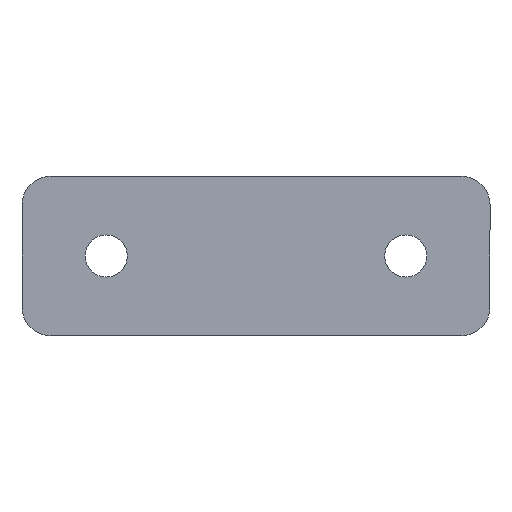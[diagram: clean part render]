
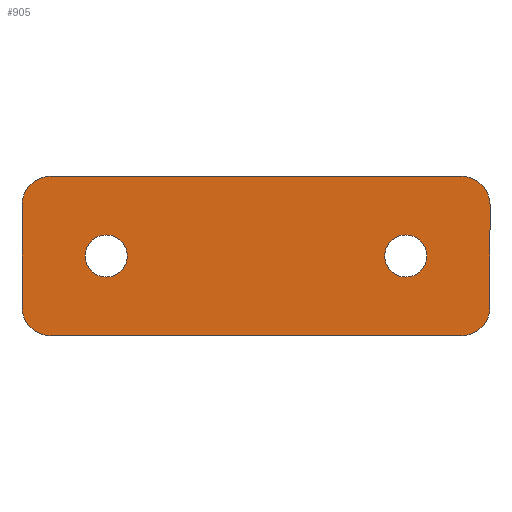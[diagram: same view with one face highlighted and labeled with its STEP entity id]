
A CAD part, front view. The second image highlights one B-rep face of the part: STEP entity #905.
In plain terms, the highlighted planar face has unit normal (0, -1, 0).
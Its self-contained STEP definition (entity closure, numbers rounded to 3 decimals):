
#39 = DIRECTION ( 'NONE',  ( 0., 0., 1. ) ) ;
#41 = DIRECTION ( 'NONE',  ( 0., 1., 0. ) ) ;
#49 = VERTEX_POINT ( 'NONE', #518 ) ;
#51 = CARTESIAN_POINT ( 'NONE',  ( -16., 0., 0. ) ) ;
#58 = DIRECTION ( 'NONE',  ( 0., 0., 1. ) ) ;
#59 = DIRECTION ( 'NONE',  ( 0., 1., 0. ) ) ;
#60 = AXIS2_PLACEMENT_3D ( 'NONE', #1171, #1160, #1157 ) ;
#63 = AXIS2_PLACEMENT_3D ( 'NONE', #1071, #1188, #1185 ) ;
#67 = CARTESIAN_POINT ( 'NONE',  ( -16., 0., 0. ) ) ;
#70 = AXIS2_PLACEMENT_3D ( 'NONE', #378, #1205, #1222 ) ;
#71 = AXIS2_PLACEMENT_3D ( 'NONE', #1225, #1221, #1210 ) ;
#82 = CIRCLE ( 'NONE', #60, 3. ) ;
#83 = DIRECTION ( 'NONE',  ( 0., 1., 0. ) ) ;
#86 = DIRECTION ( 'NONE',  ( 0., 0., 1. ) ) ;
#87 = VERTEX_POINT ( 'NONE', #573 ) ;
#97 = CARTESIAN_POINT ( 'NONE',  ( 16., 0., 0. ) ) ;
#137 = AXIS2_PLACEMENT_3D ( 'NONE', #51, #41, #39 ) ;
#143 = AXIS2_PLACEMENT_3D ( 'NONE', #67, #59, #58 ) ;
#148 = EDGE_LOOP ( 'NONE', ( #1208, #865, #1259, #438, #670, #297, #1089, #891 ) ) ;
#154 = AXIS2_PLACEMENT_3D ( 'NONE', #97, #83, #86 ) ;
#178 = LINE ( 'NONE', #1202, #621 ) ;
#190 = CIRCLE ( 'NONE', #137, 2.25 ) ;
#191 = LINE ( 'NONE', #1246, #1253 ) ;
#208 = CIRCLE ( 'NONE', #63, 3. ) ;
#241 = ORIENTED_EDGE ( 'NONE', *, *, #489, .T. ) ;
#259 = AXIS2_PLACEMENT_3D ( 'NONE', #335, #338, #321 ) ;
#297 = ORIENTED_EDGE ( 'NONE', *, *, #596, .T. ) ;
#306 = EDGE_CURVE ( 'NONE', #87, #807, #810, .T. ) ;
#313 = VERTEX_POINT ( 'NONE', #330 ) ;
#314 = FACE_BOUND ( 'NONE', #1109, .T. ) ;
#321 = DIRECTION ( 'NONE',  ( 0., 0., 1. ) ) ;
#330 = CARTESIAN_POINT ( 'NONE',  ( -22., 0., 8.5 ) ) ;
#335 = CARTESIAN_POINT ( 'NONE',  ( 16., 0., 0. ) ) ;
#338 = DIRECTION ( 'NONE',  ( 0., 1., 0. ) ) ;
#377 = CIRCLE ( 'NONE', #143, 2.25 ) ;
#378 = CARTESIAN_POINT ( 'NONE',  ( -22., 0., -5.5 ) ) ;
#438 = ORIENTED_EDGE ( 'NONE', *, *, #583, .T. ) ;
#473 = VECTOR ( 'NONE', #1200, 1000. ) ;
#476 = EDGE_CURVE ( 'NONE', #807, #87, #1060, .T. ) ;
#489 = EDGE_CURVE ( 'NONE', #1313, #695, #377, .T. ) ;
#496 = EDGE_CURVE ( 'NONE', #695, #1313, #190, .T. ) ;
#518 = CARTESIAN_POINT ( 'NONE',  ( 25., 0., 5.5 ) ) ;
#566 = VERTEX_POINT ( 'NONE', #1275 ) ;
#567 = EDGE_CURVE ( 'NONE', #313, #1239, #191, .T. ) ;
#573 = CARTESIAN_POINT ( 'NONE',  ( 16., 0., -2.25 ) ) ;
#576 = EDGE_CURVE ( 'NONE', #313, #957, #616, .T. ) ;
#578 = EDGE_CURVE ( 'NONE', #1111, #957, #1013, .T. ) ;
#583 = EDGE_CURVE ( 'NONE', #1111, #961, #1273, .T. ) ;
#594 = EDGE_CURVE ( 'NONE', #566, #961, #602, .T. ) ;
#596 = EDGE_CURVE ( 'NONE', #566, #1248, #208, .T. ) ;
#600 = EDGE_CURVE ( 'NONE', #49, #1248, #178, .T. ) ;
#602 = LINE ( 'NONE', #1213, #473 ) ;
#603 = EDGE_CURVE ( 'NONE', #49, #1239, #82, .T. ) ;
#616 = CIRCLE ( 'NONE', #71, 3. ) ;
#621 = VECTOR ( 'NONE', #1198, 1000. ) ;
#638 = ORIENTED_EDGE ( 'NONE', *, *, #476, .T. ) ;
#665 = CARTESIAN_POINT ( 'NONE',  ( -16., 0., 2.25 ) ) ;
#670 = ORIENTED_EDGE ( 'NONE', *, *, #594, .F. ) ;
#686 = FACE_OUTER_BOUND ( 'NONE', #148, .T. ) ;
#695 = VERTEX_POINT ( 'NONE', #1042 ) ;
#699 = CARTESIAN_POINT ( 'NONE',  ( 25., 0., -5.5 ) ) ;
#707 = CARTESIAN_POINT ( 'NONE',  ( 22., 0., 8.5 ) ) ;
#726 = FACE_BOUND ( 'NONE', #1215, .T. ) ;
#733 = CARTESIAN_POINT ( 'NONE',  ( -25., 0., -5.5 ) ) ;
#754 = ORIENTED_EDGE ( 'NONE', *, *, #306, .T. ) ;
#785 = CARTESIAN_POINT ( 'NONE',  ( -22., 0., -8.5 ) ) ;
#806 = CARTESIAN_POINT ( 'NONE',  ( -25., 0., 5.5 ) ) ;
#807 = VERTEX_POINT ( 'NONE', #899 ) ;
#810 = CIRCLE ( 'NONE', #259, 2.25 ) ;
#833 = DIRECTION ( 'NONE',  ( 0., 0., 1. ) ) ;
#842 = DIRECTION ( 'NONE',  ( 0., 1., 0. ) ) ;
#849 = PLANE ( 'NONE',  #1266 ) ;
#854 = CARTESIAN_POINT ( 'NONE',  ( 0., 0., 0. ) ) ;
#865 = ORIENTED_EDGE ( 'NONE', *, *, #576, .T. ) ;
#891 = ORIENTED_EDGE ( 'NONE', *, *, #603, .T. ) ;
#899 = CARTESIAN_POINT ( 'NONE',  ( 16., 0., 2.25 ) ) ;
#905 = ADVANCED_FACE ( 'NONE', ( #314, #686, #726 ), #849, .F. ) ;
#957 = VERTEX_POINT ( 'NONE', #806 ) ;
#961 = VERTEX_POINT ( 'NONE', #785 ) ;
#1013 = LINE ( 'NONE', #1229, #1244 ) ;
#1042 = CARTESIAN_POINT ( 'NONE',  ( -16., 0., -2.25 ) ) ;
#1060 = CIRCLE ( 'NONE', #154, 2.25 ) ;
#1071 = CARTESIAN_POINT ( 'NONE',  ( 22., 0., -5.5 ) ) ;
#1089 = ORIENTED_EDGE ( 'NONE', *, *, #600, .F. ) ;
#1109 = EDGE_LOOP ( 'NONE', ( #754, #638 ) ) ;
#1111 = VERTEX_POINT ( 'NONE', #733 ) ;
#1141 = ORIENTED_EDGE ( 'NONE', *, *, #496, .T. ) ;
#1157 = DIRECTION ( 'NONE',  ( 0., 0., 1. ) ) ;
#1160 = DIRECTION ( 'NONE',  ( 0., -1., 0. ) ) ;
#1171 = CARTESIAN_POINT ( 'NONE',  ( 22., 0., 5.5 ) ) ;
#1185 = DIRECTION ( 'NONE',  ( 0., 0., 1. ) ) ;
#1188 = DIRECTION ( 'NONE',  ( 0., -1., 0. ) ) ;
#1198 = DIRECTION ( 'NONE',  ( 0., 0., -1. ) ) ;
#1200 = DIRECTION ( 'NONE',  ( -1., 0., 0. ) ) ;
#1202 = CARTESIAN_POINT ( 'NONE',  ( 25., 0., -8.5 ) ) ;
#1205 = DIRECTION ( 'NONE',  ( 0., -1., 0. ) ) ;
#1208 = ORIENTED_EDGE ( 'NONE', *, *, #567, .F. ) ;
#1210 = DIRECTION ( 'NONE',  ( 0., 0., 1. ) ) ;
#1213 = CARTESIAN_POINT ( 'NONE',  ( -25., 0., -8.5 ) ) ;
#1215 = EDGE_LOOP ( 'NONE', ( #1141, #241 ) ) ;
#1216 = DIRECTION ( 'NONE',  ( 0., 0., 1. ) ) ;
#1221 = DIRECTION ( 'NONE',  ( 0., -1., 0. ) ) ;
#1222 = DIRECTION ( 'NONE',  ( 0., 0., 1. ) ) ;
#1225 = CARTESIAN_POINT ( 'NONE',  ( -22., 0., 5.5 ) ) ;
#1229 = CARTESIAN_POINT ( 'NONE',  ( -25., 0., -8.5 ) ) ;
#1238 = DIRECTION ( 'NONE',  ( 1., 0., 0. ) ) ;
#1239 = VERTEX_POINT ( 'NONE', #707 ) ;
#1244 = VECTOR ( 'NONE', #1216, 1000. ) ;
#1246 = CARTESIAN_POINT ( 'NONE',  ( -25., 0., 8.5 ) ) ;
#1248 = VERTEX_POINT ( 'NONE', #699 ) ;
#1253 = VECTOR ( 'NONE', #1238, 1000. ) ;
#1259 = ORIENTED_EDGE ( 'NONE', *, *, #578, .F. ) ;
#1266 = AXIS2_PLACEMENT_3D ( 'NONE', #854, #842, #833 ) ;
#1273 = CIRCLE ( 'NONE', #70, 3. ) ;
#1275 = CARTESIAN_POINT ( 'NONE',  ( 22., 0., -8.5 ) ) ;
#1313 = VERTEX_POINT ( 'NONE', #665 ) ;
